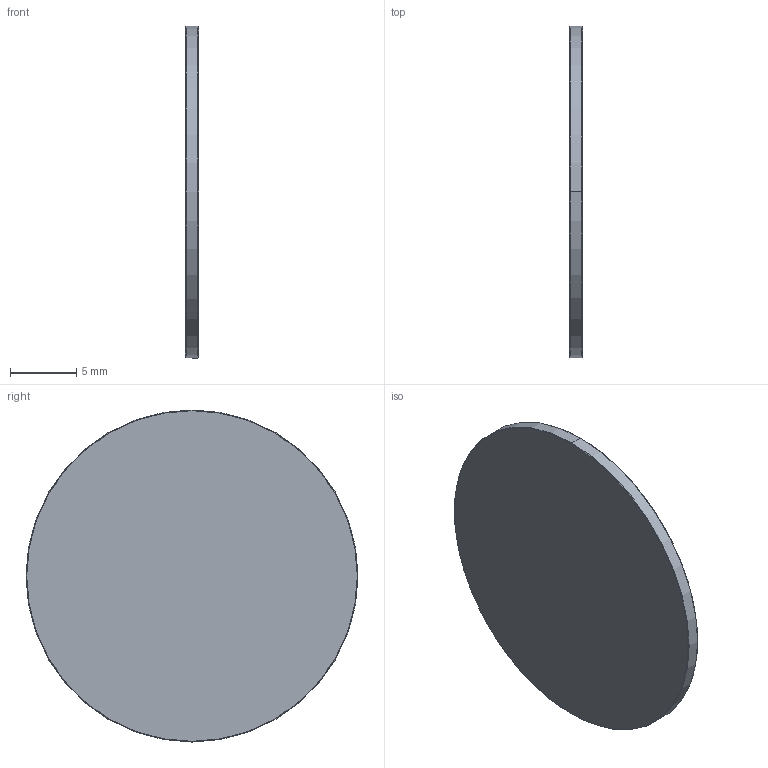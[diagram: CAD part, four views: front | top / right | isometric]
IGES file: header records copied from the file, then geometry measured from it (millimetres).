
Start section: SolidWorks IGES file using analytic representation for surfaces
Global section: file name: Web Model 11876_13353.igs; native system: SolidWorks 2018; preprocessor: SolidWorks 2018; author: NDamraksa; date: 201104.084224; units: millimetre
Bounding box: 1 x 25 x 25 mm (x, y, z)
Surface area: 1055.7 mm2 (no closed solid volume)
Topology: 0 solids, 0 shells, 8 faces, 88 edges, 88 vertices
Faces by surface type: revolution 6, bspline 2
